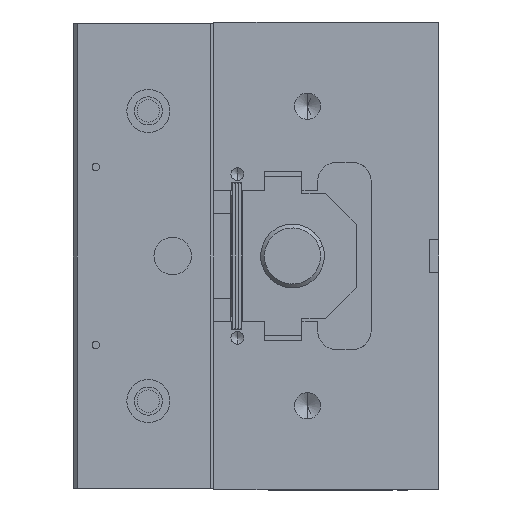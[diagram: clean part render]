
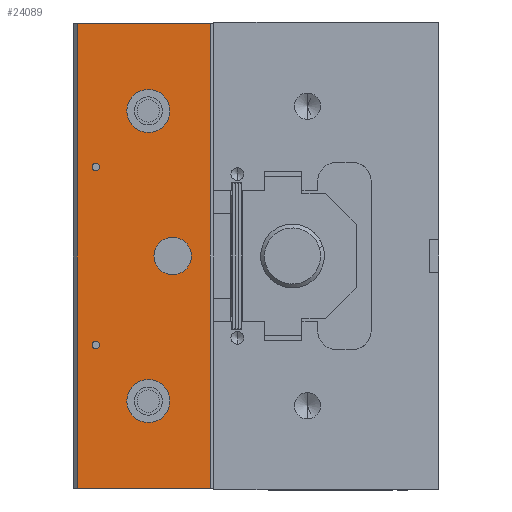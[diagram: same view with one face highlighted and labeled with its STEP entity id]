
A CAD part, left-side view. The second image highlights one B-rep face of the part: STEP entity #24089.
In plain terms, the highlighted face is planar.
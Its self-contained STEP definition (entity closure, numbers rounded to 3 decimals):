
#13065 = CARTESIAN_POINT ( 'NONE',  ( 45.5, 63., 12.5 ) ) ;
#13121 = CIRCLE ( 'NONE', #13170, 2. ) ;
#13123 = CARTESIAN_POINT ( 'NONE',  ( 10., 22., 12.5 ) ) ;
#13135 = DIRECTION ( 'NONE',  ( 1., 0., 0. ) ) ;
#13136 = DIRECTION ( 'NONE',  ( 0., 0., 1. ) ) ;
#13137 = CARTESIAN_POINT ( 'NONE',  ( -47.5, 63., 12.5 ) ) ;
#13138 = AXIS2_PLACEMENT_3D ( 'NONE', #13137, #13136, #13135 ) ;
#13139 = CIRCLE ( 'NONE', #13138, 2. ) ;
#13152 = CARTESIAN_POINT ( 'NONE',  ( -10., 22., 12.5 ) ) ;
#13158 = CARTESIAN_POINT ( 'NONE',  ( -45.5, 63., 12.5 ) ) ;
#13167 = DIRECTION ( 'NONE',  ( 1., 0., 0. ) ) ;
#13168 = DIRECTION ( 'NONE',  ( 0., 0., 1. ) ) ;
#13169 = CARTESIAN_POINT ( 'NONE',  ( 47.5, 63., 12.5 ) ) ;
#13170 = AXIS2_PLACEMENT_3D ( 'NONE', #13169, #13168, #13167 ) ;
#13171 = CARTESIAN_POINT ( 'NONE',  ( -49.5, 63., 12.5 ) ) ;
#13177 = CARTESIAN_POINT ( 'NONE',  ( 49.5, 63., 12.5 ) ) ;
#13185 = DIRECTION ( 'NONE',  ( 1., 0., 0. ) ) ;
#13186 = DIRECTION ( 'NONE',  ( 0., 0., 1. ) ) ;
#13187 = CARTESIAN_POINT ( 'NONE',  ( -77.5, 35., 12.5 ) ) ;
#13189 = AXIS2_PLACEMENT_3D ( 'NONE', #13187, #13186, #13185 ) ;
#13190 = CIRCLE ( 'NONE', #13189, 11.5 ) ;
#13217 = CIRCLE ( 'NONE', #13221, 11.5 ) ;
#13221 = AXIS2_PLACEMENT_3D ( 'NONE', #13228, #13268, #13267 ) ;
#13226 = CARTESIAN_POINT ( 'NONE',  ( 66., 35., 12.5 ) ) ;
#13228 = CARTESIAN_POINT ( 'NONE',  ( 77.5, 35., 12.5 ) ) ;
#13235 = CARTESIAN_POINT ( 'NONE',  ( 89., 35., 12.5 ) ) ;
#13241 = CARTESIAN_POINT ( 'NONE',  ( -89., 35., 12.5 ) ) ;
#13250 = DIRECTION ( 'NONE',  ( 1., 0., 0. ) ) ;
#13251 = DIRECTION ( 'NONE',  ( 0., 0., 1. ) ) ;
#13252 = CARTESIAN_POINT ( 'NONE',  ( 0., 22., 12.5 ) ) ;
#13253 = AXIS2_PLACEMENT_3D ( 'NONE', #13252, #13251, #13250 ) ;
#13259 = CIRCLE ( 'NONE', #13253, 10. ) ;
#13261 = CARTESIAN_POINT ( 'NONE',  ( -66., 35., 12.5 ) ) ;
#13267 = DIRECTION ( 'NONE',  ( 1., 0., 0. ) ) ;
#13268 = DIRECTION ( 'NONE',  ( 0., 0., 1. ) ) ;
#13277 = CARTESIAN_POINT ( 'NONE',  ( -124., 2., 12.5 ) ) ;
#13287 = CARTESIAN_POINT ( 'NONE',  ( 124., 73., 12.5 ) ) ;
#13294 = CARTESIAN_POINT ( 'NONE',  ( -124., 73., 12.5 ) ) ;
#13303 = CARTESIAN_POINT ( 'NONE',  ( 124., 2., 12.5 ) ) ;
#13372 = DIRECTION ( 'NONE',  ( 0., 1., 0. ) ) ;
#13373 = VECTOR ( 'NONE', #13372, 1000. ) ;
#13374 = CARTESIAN_POINT ( 'NONE',  ( 124., 75., 12.5 ) ) ;
#13381 = LINE ( 'NONE', #13374, #13373 ) ;
#13403 = CIRCLE ( 'NONE', #13467, 10. ) ;
#13404 = FACE_BOUND ( 'NONE', #24082, .T. ) ;
#13405 = DIRECTION ( 'NONE',  ( 1., 0., 0. ) ) ;
#13406 = DIRECTION ( 'NONE',  ( 0., 0., 1. ) ) ;
#13407 = CARTESIAN_POINT ( 'NONE',  ( 77.5, 35., 12.5 ) ) ;
#13408 = DIRECTION ( 'NONE',  ( 0., -1., 0. ) ) ;
#13409 = VECTOR ( 'NONE', #13408, 1000. ) ;
#13410 = CARTESIAN_POINT ( 'NONE',  ( -124., 75., 12.5 ) ) ;
#13411 = LINE ( 'NONE', #13410, #13409 ) ;
#13412 = FACE_BOUND ( 'NONE', #24095, .T. ) ;
#13413 = CIRCLE ( 'NONE', #13428, 11.5 ) ;
#13417 = CIRCLE ( 'NONE', #13433, 2. ) ;
#13423 = CARTESIAN_POINT ( 'NONE',  ( 0., 22., 12.5 ) ) ;
#13426 = CARTESIAN_POINT ( 'NONE',  ( -47.5, 63., 12.5 ) ) ;
#13428 = AXIS2_PLACEMENT_3D ( 'NONE', #13407, #13459, #13458 ) ;
#13433 = AXIS2_PLACEMENT_3D ( 'NONE', #13426, #13406, #13405 ) ;
#13439 = DIRECTION ( 'NONE',  ( 1., 0., 0. ) ) ;
#13440 = DIRECTION ( 'NONE',  ( 0., 0., 1. ) ) ;
#13445 = DIRECTION ( 'NONE',  ( 1., 0., 0. ) ) ;
#13446 = DIRECTION ( 'NONE',  ( 0., 0., 1. ) ) ;
#13447 = CARTESIAN_POINT ( 'NONE',  ( 47.5, 63., 12.5 ) ) ;
#13454 = AXIS2_PLACEMENT_3D ( 'NONE', #13447, #13440, #13439 ) ;
#13455 = FACE_BOUND ( 'NONE', #24072, .T. ) ;
#13456 = AXIS2_PLACEMENT_3D ( 'NONE', #13468, #13446, #13445 ) ;
#13457 = FACE_OUTER_BOUND ( 'NONE', #24133, .T. ) ;
#13458 = DIRECTION ( 'NONE',  ( 1., 0., 0. ) ) ;
#13459 = DIRECTION ( 'NONE',  ( 0., 0., 1. ) ) ;
#13461 = FACE_BOUND ( 'NONE', #24096, .T. ) ;
#13463 = FACE_BOUND ( 'NONE', #24069, .T. ) ;
#13464 = CIRCLE ( 'NONE', #13454, 2. ) ;
#13465 = DIRECTION ( 'NONE',  ( 1., 0., 0. ) ) ;
#13466 = DIRECTION ( 'NONE',  ( 0., 0., 1. ) ) ;
#13467 = AXIS2_PLACEMENT_3D ( 'NONE', #13423, #13466, #13465 ) ;
#13468 = CARTESIAN_POINT ( 'NONE',  ( -124., 0., 12.5 ) ) ;
#13469 = PLANE ( 'NONE',  #13456 ) ;
#13476 = CIRCLE ( 'NONE', #13525, 11.5 ) ;
#13503 = DIRECTION ( 'NONE',  ( 1., 0., 0. ) ) ;
#13504 = DIRECTION ( 'NONE',  ( 0., 0., 1. ) ) ;
#13506 = DIRECTION ( 'NONE',  ( -1., 0., 0. ) ) ;
#13509 = VECTOR ( 'NONE', #13506, 1000. ) ;
#13511 = DIRECTION ( 'NONE',  ( 1., 0., 0. ) ) ;
#13512 = VECTOR ( 'NONE', #13511, 1000. ) ;
#13513 = CARTESIAN_POINT ( 'NONE',  ( -124., 2., 12.5 ) ) ;
#13514 = LINE ( 'NONE', #13513, #13512 ) ;
#13519 = CARTESIAN_POINT ( 'NONE',  ( -77.5, 35., 12.5 ) ) ;
#13525 = AXIS2_PLACEMENT_3D ( 'NONE', #13519, #13504, #13503 ) ;
#13531 = CARTESIAN_POINT ( 'NONE',  ( -124., 73., 12.5 ) ) ;
#13532 = LINE ( 'NONE', #13531, #13509 ) ;
#23875 = VERTEX_POINT ( 'NONE', #13065 ) ;
#23906 = EDGE_CURVE ( 'NONE', #23923, #23924, #13139, .T. ) ;
#23912 = VERTEX_POINT ( 'NONE', #13123 ) ;
#23916 = VERTEX_POINT ( 'NONE', #13177 ) ;
#23917 = EDGE_CURVE ( 'NONE', #23875, #23916, #13121, .T. ) ;
#23923 = VERTEX_POINT ( 'NONE', #13171 ) ;
#23924 = VERTEX_POINT ( 'NONE', #13158 ) ;
#23928 = VERTEX_POINT ( 'NONE', #13152 ) ;
#23946 = EDGE_CURVE ( 'NONE', #23974, #23978, #13190, .T. ) ;
#23962 = VERTEX_POINT ( 'NONE', #13235 ) ;
#23963 = VERTEX_POINT ( 'NONE', #13226 ) ;
#23968 = EDGE_CURVE ( 'NONE', #23963, #23962, #13217, .T. ) ;
#23974 = VERTEX_POINT ( 'NONE', #13241 ) ;
#23978 = VERTEX_POINT ( 'NONE', #13261 ) ;
#23981 = EDGE_CURVE ( 'NONE', #23928, #23912, #13259, .T. ) ;
#23997 = VERTEX_POINT ( 'NONE', #13294 ) ;
#24006 = VERTEX_POINT ( 'NONE', #13303 ) ;
#24007 = VERTEX_POINT ( 'NONE', #13287 ) ;
#24008 = VERTEX_POINT ( 'NONE', #13277 ) ;
#24050 = EDGE_CURVE ( 'NONE', #24006, #24007, #13381, .T. ) ;
#24065 = EDGE_CURVE ( 'NONE', #23997, #24008, #13411, .T. ) ;
#24066 = EDGE_CURVE ( 'NONE', #23924, #23923, #13417, .T. ) ;
#24067 = ORIENTED_EDGE ( 'NONE', *, *, #24073, .F. ) ;
#24068 = ORIENTED_EDGE ( 'NONE', *, *, #23906, .F. ) ;
#24069 = EDGE_LOOP ( 'NONE', ( #24070, #24132 ) ) ;
#24070 = ORIENTED_EDGE ( 'NONE', *, *, #24074, .F. ) ;
#24072 = EDGE_LOOP ( 'NONE', ( #24075, #24137 ) ) ;
#24073 = EDGE_CURVE ( 'NONE', #23912, #23928, #13403, .T. ) ;
#24074 = EDGE_CURVE ( 'NONE', #23962, #23963, #13413, .T. ) ;
#24075 = ORIENTED_EDGE ( 'NONE', *, *, #24136, .F. ) ;
#24079 = ORIENTED_EDGE ( 'NONE', *, *, #24093, .F. ) ;
#24082 = EDGE_LOOP ( 'NONE', ( #24079, #24087 ) ) ;
#24086 = ORIENTED_EDGE ( 'NONE', *, *, #23981, .F. ) ;
#24087 = ORIENTED_EDGE ( 'NONE', *, *, #23917, .F. ) ;
#24089 = ADVANCED_FACE ( 'NONE', ( #13404, #13412, #13461, #13463, #13455, #13457 ), #13469, .T. ) ;
#24090 = ORIENTED_EDGE ( 'NONE', *, *, #24066, .F. ) ;
#24093 = EDGE_CURVE ( 'NONE', #23916, #23875, #13464, .T. ) ;
#24095 = EDGE_LOOP ( 'NONE', ( #24090, #24068 ) ) ;
#24096 = EDGE_LOOP ( 'NONE', ( #24067, #24086 ) ) ;
#24132 = ORIENTED_EDGE ( 'NONE', *, *, #23968, .F. ) ;
#24133 = EDGE_LOOP ( 'NONE', ( #24134, #24141, #24138, #24142 ) ) ;
#24134 = ORIENTED_EDGE ( 'NONE', *, *, #24065, .T. ) ;
#24135 = EDGE_CURVE ( 'NONE', #24008, #24006, #13514, .T. ) ;
#24136 = EDGE_CURVE ( 'NONE', #23978, #23974, #13476, .T. ) ;
#24137 = ORIENTED_EDGE ( 'NONE', *, *, #23946, .F. ) ;
#24138 = ORIENTED_EDGE ( 'NONE', *, *, #24050, .T. ) ;
#24139 = EDGE_CURVE ( 'NONE', #24007, #23997, #13532, .T. ) ;
#24141 = ORIENTED_EDGE ( 'NONE', *, *, #24135, .T. ) ;
#24142 = ORIENTED_EDGE ( 'NONE', *, *, #24139, .T. ) ;
